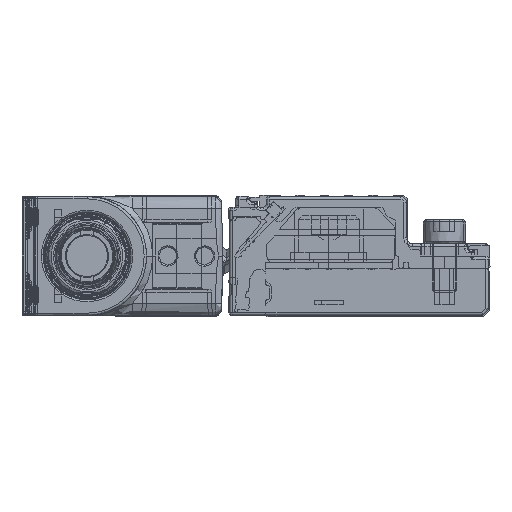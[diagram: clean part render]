
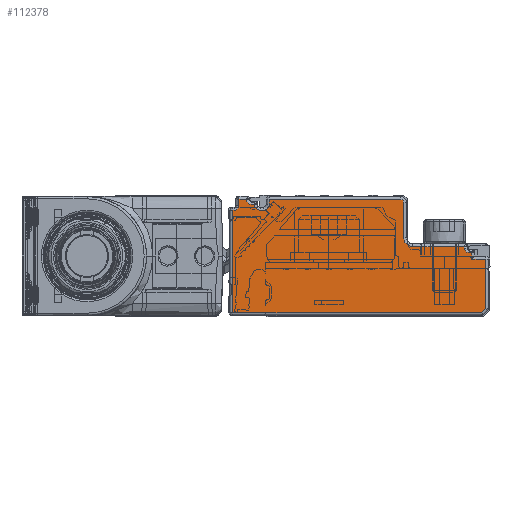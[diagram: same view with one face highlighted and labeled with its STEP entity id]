
A CAD part, left-side view. The second image highlights one B-rep face of the part: STEP entity #112378.
In plain terms, the highlighted planar face has unit normal (-1, 0, 0).
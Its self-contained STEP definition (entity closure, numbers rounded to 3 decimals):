
#112185=AXIS2_PLACEMENT_3D('Circle Axis2P3D',#112183,#112184,$) ;
#112198=AXIS2_PLACEMENT_3D('Plane Axis2P3D',#112195,#112196,#112197) ;
#112218=AXIS2_PLACEMENT_3D('Circle Axis2P3D',#112216,#112217,$) ;
#112237=AXIS2_PLACEMENT_3D('Circle Axis2P3D',#112235,#112236,$) ;
#112258=AXIS2_PLACEMENT_3D('Circle Axis2P3D',#112256,#112257,$) ;
#112272=AXIS2_PLACEMENT_3D('Circle Axis2P3D',#112270,#112271,$) ;
#112286=AXIS2_PLACEMENT_3D('Circle Axis2P3D',#112284,#112285,$) ;
#112307=AXIS2_PLACEMENT_3D('Circle Axis2P3D',#112305,#112306,$) ;
#111834=CARTESIAN_POINT('Vertex',(-2978.,4.2,3.5)) ;
#111841=CARTESIAN_POINT('Vertex',(-2978.,12.7,3.5)) ;
#111844=CARTESIAN_POINT('Line Origine',(-2978.,21.5,3.5)) ;
#112180=CARTESIAN_POINT('Vertex',(-2978.,14.2,5.)) ;
#112183=CARTESIAN_POINT('Axis2P3D Location',(-2978.,12.7,5.)) ;
#112195=CARTESIAN_POINT('Axis2P3D Location',(-2978.,0.2,-7.8)) ;
#112200=CARTESIAN_POINT('Line Origine',(-2978.,3.,2.)) ;
#112204=CARTESIAN_POINT('Vertex',(-2978.,3.,1.5)) ;
#112206=CARTESIAN_POINT('Vertex',(-2978.,3.,2.5)) ;
#112209=CARTESIAN_POINT('Line Origine',(-2978.,3.2,2.5)) ;
#112213=CARTESIAN_POINT('Vertex',(-2978.,3.4,2.5)) ;
#112216=CARTESIAN_POINT('Axis2P3D Location',(-2978.,3.4,3.3)) ;
#112220=CARTESIAN_POINT('Vertex',(-2978.,4.2,3.3)) ;
#112223=CARTESIAN_POINT('Line Origine',(-2978.,4.2,3.4)) ;
#112228=CARTESIAN_POINT('Line Origine',(-2978.,14.2,7.9)) ;
#112232=CARTESIAN_POINT('Vertex',(-2978.,14.2,10.8)) ;
#112235=CARTESIAN_POINT('Axis2P3D Location',(-2978.,14.7,10.8)) ;
#112239=CARTESIAN_POINT('Vertex',(-2978.,14.7,11.3)) ;
#112242=CARTESIAN_POINT('Line Origine',(-2978.,25.5,11.3)) ;
#112246=CARTESIAN_POINT('Vertex',(-2978.,36.3,11.3)) ;
#112249=CARTESIAN_POINT('Line Origine',(-2978.,36.3,10.9)) ;
#112253=CARTESIAN_POINT('Vertex',(-2978.,36.3,10.5)) ;
#112256=CARTESIAN_POINT('Axis2P3D Location',(-2978.,37.3,10.5)) ;
#112260=CARTESIAN_POINT('Vertex',(-2978.,37.3,9.5)) ;
#112263=CARTESIAN_POINT('Line Origine',(-2978.,37.55,9.5)) ;
#112267=CARTESIAN_POINT('Vertex',(-2978.,37.8,9.5)) ;
#112270=CARTESIAN_POINT('Axis2P3D Location',(-2978.,37.8,10.5)) ;
#112274=CARTESIAN_POINT('Vertex',(-2978.,38.8,10.5)) ;
#112277=CARTESIAN_POINT('Line Origine',(-2978.,39.05,10.5)) ;
#112281=CARTESIAN_POINT('Vertex',(-2978.,39.3,10.5)) ;
#112284=CARTESIAN_POINT('Axis2P3D Location',(-2978.,39.3,11.3)) ;
#112288=CARTESIAN_POINT('Vertex',(-2978.,40.1,11.3)) ;
#112291=CARTESIAN_POINT('Line Origine',(-2978.,40.7,11.3)) ;
#112295=CARTESIAN_POINT('Vertex',(-2978.,41.3,11.3)) ;
#112298=CARTESIAN_POINT('Line Origine',(-2978.,41.3,10.8)) ;
#112302=CARTESIAN_POINT('Vertex',(-2978.,41.3,10.3)) ;
#112305=CARTESIAN_POINT('Axis2P3D Location',(-2978.,42.1,10.3)) ;
#112309=CARTESIAN_POINT('Vertex',(-2978.,42.1,9.5)) ;
#112312=CARTESIAN_POINT('Line Origine',(-2978.,42.2,9.5)) ;
#112316=CARTESIAN_POINT('Vertex',(-2978.,42.3,9.5)) ;
#112319=CARTESIAN_POINT('Line Origine',(-2978.,42.3,1.1)) ;
#112323=CARTESIAN_POINT('Vertex',(-2978.,42.3,-7.3)) ;
#112326=CARTESIAN_POINT('Line Origine',(-2978.,21.854,-7.3)) ;
#112330=CARTESIAN_POINT('Vertex',(-2978.,1.407,-7.3)) ;
#112333=CARTESIAN_POINT('Line Origine',(-2978.,1.054,-6.946)) ;
#112337=CARTESIAN_POINT('Vertex',(-2978.,0.7,-6.593)) ;
#112340=CARTESIAN_POINT('Line Origine',(-2978.,0.7,-2.546)) ;
#112344=CARTESIAN_POINT('Vertex',(-2978.,0.7,1.5)) ;
#112347=CARTESIAN_POINT('Line Origine',(-2978.,1.85,1.5)) ;
#111845=DIRECTION('Vector Direction',(0.,-1.,0.)) ;
#112184=DIRECTION('Axis2P3D Direction',(1.,0.,0.)) ;
#112196=DIRECTION('Axis2P3D Direction',(-1.,0.,0.)) ;
#112197=DIRECTION('Axis2P3D XDirection',(0.,0.,1.)) ;
#112201=DIRECTION('Vector Direction',(0.,0.,1.)) ;
#112210=DIRECTION('Vector Direction',(0.,1.,0.)) ;
#112217=DIRECTION('Axis2P3D Direction',(-1.,0.,0.)) ;
#112224=DIRECTION('Vector Direction',(0.,0.,-1.)) ;
#112229=DIRECTION('Vector Direction',(0.,0.,1.)) ;
#112236=DIRECTION('Axis2P3D Direction',(-1.,0.,0.)) ;
#112243=DIRECTION('Vector Direction',(0.,1.,0.)) ;
#112250=DIRECTION('Vector Direction',(0.,0.,-1.)) ;
#112257=DIRECTION('Axis2P3D Direction',(-1.,0.,0.)) ;
#112264=DIRECTION('Vector Direction',(0.,1.,0.)) ;
#112271=DIRECTION('Axis2P3D Direction',(-1.,0.,0.)) ;
#112278=DIRECTION('Vector Direction',(0.,-1.,0.)) ;
#112285=DIRECTION('Axis2P3D Direction',(-1.,0.,0.)) ;
#112292=DIRECTION('Vector Direction',(0.,1.,0.)) ;
#112299=DIRECTION('Vector Direction',(0.,0.,-1.)) ;
#112306=DIRECTION('Axis2P3D Direction',(-1.,0.,0.)) ;
#112313=DIRECTION('Vector Direction',(0.,1.,0.)) ;
#112320=DIRECTION('Vector Direction',(0.,0.,-1.)) ;
#112327=DIRECTION('Vector Direction',(0.,-1.,0.)) ;
#112334=DIRECTION('Vector Direction',(0.,-0.707,0.707)) ;
#112341=DIRECTION('Vector Direction',(0.,0.,1.)) ;
#112348=DIRECTION('Vector Direction',(0.,1.,0.)) ;
#111846=VECTOR('Line Direction',#111845,1.) ;
#112202=VECTOR('Line Direction',#112201,1.) ;
#112211=VECTOR('Line Direction',#112210,1.) ;
#112225=VECTOR('Line Direction',#112224,1.) ;
#112230=VECTOR('Line Direction',#112229,1.) ;
#112244=VECTOR('Line Direction',#112243,1.) ;
#112251=VECTOR('Line Direction',#112250,1.) ;
#112265=VECTOR('Line Direction',#112264,1.) ;
#112279=VECTOR('Line Direction',#112278,1.) ;
#112293=VECTOR('Line Direction',#112292,1.) ;
#112300=VECTOR('Line Direction',#112299,1.) ;
#112314=VECTOR('Line Direction',#112313,1.) ;
#112321=VECTOR('Line Direction',#112320,1.) ;
#112328=VECTOR('Line Direction',#112327,1.) ;
#112335=VECTOR('Line Direction',#112334,1.) ;
#112342=VECTOR('Line Direction',#112341,1.) ;
#112349=VECTOR('Line Direction',#112348,1.) ;
#112353=ORIENTED_EDGE('',*,*,#112208,.T.) ;
#112354=ORIENTED_EDGE('',*,*,#112215,.T.) ;
#112355=ORIENTED_EDGE('',*,*,#112222,.T.) ;
#112356=ORIENTED_EDGE('',*,*,#112227,.T.) ;
#112357=ORIENTED_EDGE('',*,*,#111848,.T.) ;
#112358=ORIENTED_EDGE('',*,*,#112187,.T.) ;
#112359=ORIENTED_EDGE('',*,*,#112234,.T.) ;
#112360=ORIENTED_EDGE('',*,*,#112241,.T.) ;
#112361=ORIENTED_EDGE('',*,*,#112248,.T.) ;
#112362=ORIENTED_EDGE('',*,*,#112255,.T.) ;
#112363=ORIENTED_EDGE('',*,*,#112262,.T.) ;
#112364=ORIENTED_EDGE('',*,*,#112269,.T.) ;
#112365=ORIENTED_EDGE('',*,*,#112276,.T.) ;
#112366=ORIENTED_EDGE('',*,*,#112283,.T.) ;
#112367=ORIENTED_EDGE('',*,*,#112290,.T.) ;
#112368=ORIENTED_EDGE('',*,*,#112297,.T.) ;
#112369=ORIENTED_EDGE('',*,*,#112304,.T.) ;
#112370=ORIENTED_EDGE('',*,*,#112311,.T.) ;
#112371=ORIENTED_EDGE('',*,*,#112318,.T.) ;
#112372=ORIENTED_EDGE('',*,*,#112325,.T.) ;
#112373=ORIENTED_EDGE('',*,*,#112332,.T.) ;
#112374=ORIENTED_EDGE('',*,*,#112339,.T.) ;
#112375=ORIENTED_EDGE('',*,*,#112346,.T.) ;
#112376=ORIENTED_EDGE('',*,*,#112351,.T.) ;
#112378=ADVANCED_FACE('\X2\FF8AFF9FFF70FF82\X0\ \X2\FF8EFF9EFF83FF9EFF68FF70\X0\',(#112377),#112199,.T.) ;
#112186=CIRCLE('generated circle',#112185,1.5) ;
#112219=CIRCLE('generated circle',#112218,0.8) ;
#112238=CIRCLE('generated circle',#112237,0.5) ;
#112259=CIRCLE('generated circle',#112258,1.) ;
#112273=CIRCLE('generated circle',#112272,1.) ;
#112287=CIRCLE('generated circle',#112286,0.8) ;
#112308=CIRCLE('generated circle',#112307,0.8) ;
#111848=EDGE_CURVE('',#111835,#111842,#111847,.F.) ;
#112187=EDGE_CURVE('',#111842,#112181,#112186,.T.) ;
#112208=EDGE_CURVE('',#112205,#112207,#112203,.T.) ;
#112215=EDGE_CURVE('',#112207,#112214,#112212,.T.) ;
#112222=EDGE_CURVE('',#112214,#112221,#112219,.F.) ;
#112227=EDGE_CURVE('',#112221,#111835,#112226,.F.) ;
#112234=EDGE_CURVE('',#112181,#112233,#112231,.T.) ;
#112241=EDGE_CURVE('',#112233,#112240,#112238,.T.) ;
#112248=EDGE_CURVE('',#112240,#112247,#112245,.T.) ;
#112255=EDGE_CURVE('',#112247,#112254,#112252,.T.) ;
#112262=EDGE_CURVE('',#112254,#112261,#112259,.F.) ;
#112269=EDGE_CURVE('',#112261,#112268,#112266,.T.) ;
#112276=EDGE_CURVE('',#112268,#112275,#112273,.F.) ;
#112283=EDGE_CURVE('',#112275,#112282,#112280,.F.) ;
#112290=EDGE_CURVE('',#112282,#112289,#112287,.F.) ;
#112297=EDGE_CURVE('',#112289,#112296,#112294,.T.) ;
#112304=EDGE_CURVE('',#112296,#112303,#112301,.T.) ;
#112311=EDGE_CURVE('',#112303,#112310,#112308,.F.) ;
#112318=EDGE_CURVE('',#112310,#112317,#112315,.T.) ;
#112325=EDGE_CURVE('',#112317,#112324,#112322,.T.) ;
#112332=EDGE_CURVE('',#112324,#112331,#112329,.T.) ;
#112339=EDGE_CURVE('',#112331,#112338,#112336,.T.) ;
#112346=EDGE_CURVE('',#112338,#112345,#112343,.T.) ;
#112351=EDGE_CURVE('',#112345,#112205,#112350,.T.) ;
#112352=EDGE_LOOP('',(#112353,#112354,#112355,#112356,#112357,#112358,#112359,#112360,#112361,#112362,#112363,#112364,#112365,#112366,#112367,#112368,#112369,#112370,#112371,#112372,#112373,#112374,#112375,#112376)) ;
#112377=FACE_OUTER_BOUND('',#112352,.T.) ;
#111847=LINE('Line',#111844,#111846) ;
#112203=LINE('Line',#112200,#112202) ;
#112212=LINE('Line',#112209,#112211) ;
#112226=LINE('Line',#112223,#112225) ;
#112231=LINE('Line',#112228,#112230) ;
#112245=LINE('Line',#112242,#112244) ;
#112252=LINE('Line',#112249,#112251) ;
#112266=LINE('Line',#112263,#112265) ;
#112280=LINE('Line',#112277,#112279) ;
#112294=LINE('Line',#112291,#112293) ;
#112301=LINE('Line',#112298,#112300) ;
#112315=LINE('Line',#112312,#112314) ;
#112322=LINE('Line',#112319,#112321) ;
#112329=LINE('Line',#112326,#112328) ;
#112336=LINE('Line',#112333,#112335) ;
#112343=LINE('Line',#112340,#112342) ;
#112350=LINE('Line',#112347,#112349) ;
#112199=PLANE('',#112198) ;
#111835=VERTEX_POINT('',#111834) ;
#111842=VERTEX_POINT('',#111841) ;
#112181=VERTEX_POINT('',#112180) ;
#112205=VERTEX_POINT('',#112204) ;
#112207=VERTEX_POINT('',#112206) ;
#112214=VERTEX_POINT('',#112213) ;
#112221=VERTEX_POINT('',#112220) ;
#112233=VERTEX_POINT('',#112232) ;
#112240=VERTEX_POINT('',#112239) ;
#112247=VERTEX_POINT('',#112246) ;
#112254=VERTEX_POINT('',#112253) ;
#112261=VERTEX_POINT('',#112260) ;
#112268=VERTEX_POINT('',#112267) ;
#112275=VERTEX_POINT('',#112274) ;
#112282=VERTEX_POINT('',#112281) ;
#112289=VERTEX_POINT('',#112288) ;
#112296=VERTEX_POINT('',#112295) ;
#112303=VERTEX_POINT('',#112302) ;
#112310=VERTEX_POINT('',#112309) ;
#112317=VERTEX_POINT('',#112316) ;
#112324=VERTEX_POINT('',#112323) ;
#112331=VERTEX_POINT('',#112330) ;
#112338=VERTEX_POINT('',#112337) ;
#112345=VERTEX_POINT('',#112344) ;
